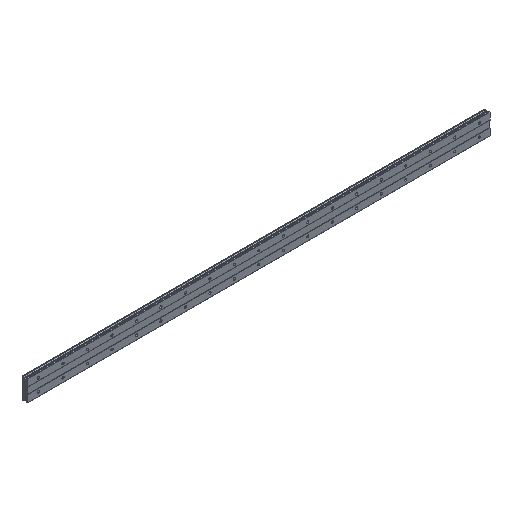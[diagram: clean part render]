
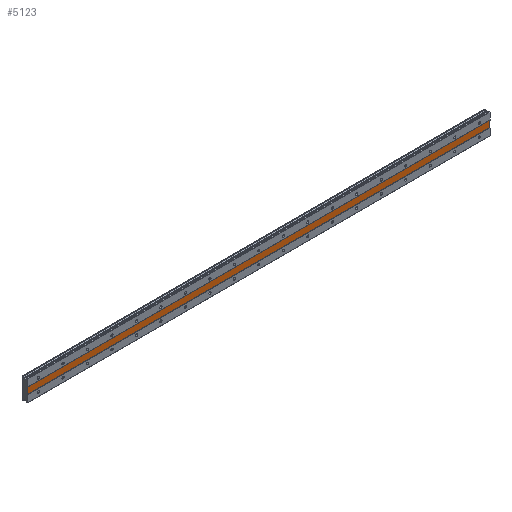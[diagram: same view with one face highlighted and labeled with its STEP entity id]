
A CAD part, isometric view. The second image highlights one B-rep face of the part: STEP entity #5123.
In plain terms, the highlighted planar face has unit normal (0, -1, 0).
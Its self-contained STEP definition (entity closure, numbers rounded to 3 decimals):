
#110 = DIRECTION ( 'NONE',  ( 0., 0., 1. ) ) ;
#151 = VECTOR ( 'NONE', #406, 1000. ) ;
#161 = VECTOR ( 'NONE', #5948, 1000. ) ;
#245 = VERTEX_POINT ( 'NONE', #4594 ) ;
#287 = DIRECTION ( 'NONE',  ( 0., 0., -1. ) ) ;
#406 = DIRECTION ( 'NONE',  ( 0., 0., -1. ) ) ;
#459 = VERTEX_POINT ( 'NONE', #6956 ) ;
#514 = AXIS2_PLACEMENT_3D ( 'NONE', #4865, #5448, #110 ) ;
#1251 = PLANE ( 'NONE',  #514 ) ;
#2293 = EDGE_CURVE ( 'NONE', #3961, #4606, #5187, .T. ) ;
#2336 = LINE ( 'NONE', #3380, #161 ) ;
#2365 = CARTESIAN_POINT ( 'NONE',  ( 1475., 1., 34.482 ) ) ;
#2504 = EDGE_CURVE ( 'NONE', #459, #4606, #4399, .T. ) ;
#2513 = ORIENTED_EDGE ( 'NONE', *, *, #2293, .T. ) ;
#2535 = CARTESIAN_POINT ( 'NONE',  ( -35., 1., -10. ) ) ;
#2759 = EDGE_LOOP ( 'NONE', ( #5180, #4942, #5761, #2513 ) ) ;
#2792 = FACE_OUTER_BOUND ( 'NONE', #2759, .T. ) ;
#3223 = CARTESIAN_POINT ( 'NONE',  ( 1475., 1., -10. ) ) ;
#3380 = CARTESIAN_POINT ( 'NONE',  ( 1475., 1., 10. ) ) ;
#3417 = CARTESIAN_POINT ( 'NONE',  ( -35., 1., 10. ) ) ;
#3961 = VERTEX_POINT ( 'NONE', #3417 ) ;
#4107 = VECTOR ( 'NONE', #5886, 1000. ) ;
#4138 = LINE ( 'NONE', #2365, #5103 ) ;
#4399 = LINE ( 'NONE', #3223, #4107 ) ;
#4594 = CARTESIAN_POINT ( 'NONE',  ( 1475., 1., 10. ) ) ;
#4606 = VERTEX_POINT ( 'NONE', #2535 ) ;
#4865 = CARTESIAN_POINT ( 'NONE',  ( 1475., 1., 10. ) ) ;
#4942 = ORIENTED_EDGE ( 'NONE', *, *, #5770, .F. ) ;
#5103 = VECTOR ( 'NONE', #287, 1000. ) ;
#5123 = ADVANCED_FACE ( 'NONE', ( #2792 ), #1251, .F. ) ;
#5180 = ORIENTED_EDGE ( 'NONE', *, *, #2504, .F. ) ;
#5187 = LINE ( 'NONE', #6382, #151 ) ;
#5448 = DIRECTION ( 'NONE',  ( 0., 1., 0. ) ) ;
#5580 = EDGE_CURVE ( 'NONE', #245, #3961, #2336, .T. ) ;
#5761 = ORIENTED_EDGE ( 'NONE', *, *, #5580, .T. ) ;
#5770 = EDGE_CURVE ( 'NONE', #245, #459, #4138, .T. ) ;
#5886 = DIRECTION ( 'NONE',  ( -1., 0., 0. ) ) ;
#5948 = DIRECTION ( 'NONE',  ( -1., 0., 0. ) ) ;
#6382 = CARTESIAN_POINT ( 'NONE',  ( -35., 1., 34.482 ) ) ;
#6956 = CARTESIAN_POINT ( 'NONE',  ( 1475., 1., -10. ) ) ;
